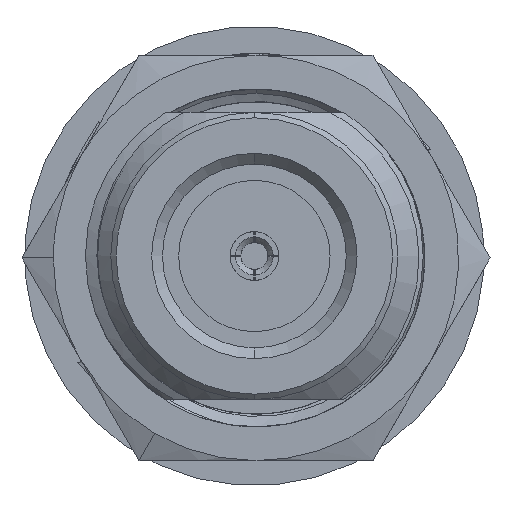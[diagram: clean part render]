
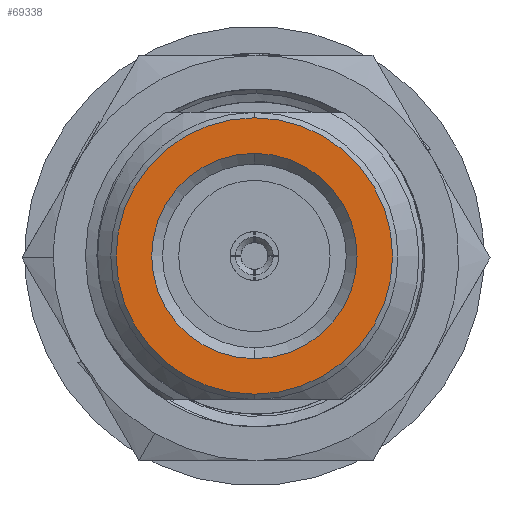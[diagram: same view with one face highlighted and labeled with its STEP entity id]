
A CAD part, left-side view. The second image highlights one B-rep face of the part: STEP entity #69338.
In plain terms, the highlighted planar face has unit normal (-1, 0, 0).
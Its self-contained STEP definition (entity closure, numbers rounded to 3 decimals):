
#202 = DIRECTION ( 'NONE',  ( 0., 0., 1. ) ) ;
#821 = CIRCLE ( 'NONE', #46406, 6.496 ) ;
#3981 = CARTESIAN_POINT ( 'NONE',  ( 0., 0., 0. ) ) ;
#4825 = AXIS2_PLACEMENT_3D ( 'NONE', #61805, #7923, #32883 ) ;
#5834 = DIRECTION ( 'NONE',  ( 0., 0., 1. ) ) ;
#7923 = DIRECTION ( 'NONE',  ( 1., 0., 0. ) ) ;
#9737 = EDGE_CURVE ( 'NONE', #75409, #53748, #28763, .T. ) ;
#16894 = CIRCLE ( 'NONE', #76432, 4.826 ) ;
#17249 = PLANE ( 'NONE',  #30851 ) ;
#19655 = CARTESIAN_POINT ( 'NONE',  ( 0., 0., 0. ) ) ;
#22661 = ORIENTED_EDGE ( 'NONE', *, *, #66446, .T. ) ;
#23180 = FACE_BOUND ( 'NONE', #68777, .T. ) ;
#24425 = DIRECTION ( 'NONE',  ( 1., 0., 0. ) ) ;
#28518 = DIRECTION ( 'NONE',  ( 0., 0., 1. ) ) ;
#28763 = CIRCLE ( 'NONE', #32561, 4.826 ) ;
#30302 = FACE_OUTER_BOUND ( 'NONE', #65837, .T. ) ;
#30851 = AXIS2_PLACEMENT_3D ( 'NONE', #65220, #42576, #202 ) ;
#32561 = AXIS2_PLACEMENT_3D ( 'NONE', #19655, #24425, #5834 ) ;
#32883 = DIRECTION ( 'NONE',  ( 0., 0., -1. ) ) ;
#37696 = ORIENTED_EDGE ( 'NONE', *, *, #9737, .T. ) ;
#40804 = DIRECTION ( 'NONE',  ( 1., 0., 0. ) ) ;
#41236 = DIRECTION ( 'NONE',  ( 0., 0., -1. ) ) ;
#42576 = DIRECTION ( 'NONE',  ( -1., 0., 0. ) ) ;
#46396 = CARTESIAN_POINT ( 'NONE',  ( 0., 0., 0. ) ) ;
#46406 = AXIS2_PLACEMENT_3D ( 'NONE', #46396, #53905, #41236 ) ;
#53219 = CARTESIAN_POINT ( 'NONE',  ( 0., 0., -4.826 ) ) ;
#53748 = VERTEX_POINT ( 'NONE', #53219 ) ;
#53905 = DIRECTION ( 'NONE',  ( 1., 0., 0. ) ) ;
#54250 = VERTEX_POINT ( 'NONE', #65119 ) ;
#56087 = VERTEX_POINT ( 'NONE', #73780 ) ;
#59192 = EDGE_CURVE ( 'NONE', #56087, #54250, #821, .T. ) ;
#61805 = CARTESIAN_POINT ( 'NONE',  ( 0., 0., 0. ) ) ;
#65119 = CARTESIAN_POINT ( 'NONE',  ( 0., 0., 6.496 ) ) ;
#65220 = CARTESIAN_POINT ( 'NONE',  ( 0., 0., 0. ) ) ;
#65506 = ORIENTED_EDGE ( 'NONE', *, *, #66006, .F. ) ;
#65837 = EDGE_LOOP ( 'NONE', ( #78315, #65506 ) ) ;
#66006 = EDGE_CURVE ( 'NONE', #54250, #56087, #73149, .T. ) ;
#66446 = EDGE_CURVE ( 'NONE', #53748, #75409, #16894, .T. ) ;
#66844 = CARTESIAN_POINT ( 'NONE',  ( 0., 0., 4.826 ) ) ;
#68777 = EDGE_LOOP ( 'NONE', ( #37696, #22661 ) ) ;
#69338 = ADVANCED_FACE ( 'NONE', ( #30302, #23180 ), #17249, .T. ) ;
#73149 = CIRCLE ( 'NONE', #4825, 6.496 ) ;
#73780 = CARTESIAN_POINT ( 'NONE',  ( 0., 0., -6.496 ) ) ;
#75409 = VERTEX_POINT ( 'NONE', #66844 ) ;
#76432 = AXIS2_PLACEMENT_3D ( 'NONE', #3981, #40804, #28518 ) ;
#78315 = ORIENTED_EDGE ( 'NONE', *, *, #59192, .F. ) ;
